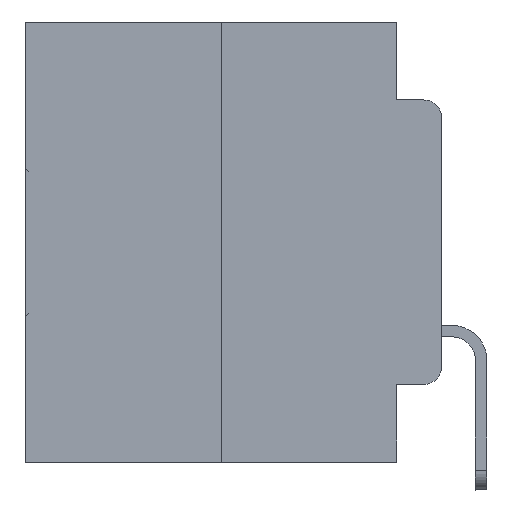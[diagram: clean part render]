
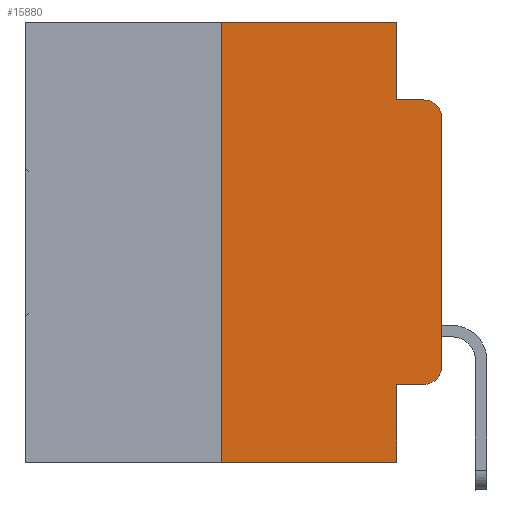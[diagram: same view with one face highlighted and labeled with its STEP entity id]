
A CAD part, left-side view. The second image highlights one B-rep face of the part: STEP entity #15880.
In plain terms, the highlighted planar face has unit normal (-1, 0, 0).
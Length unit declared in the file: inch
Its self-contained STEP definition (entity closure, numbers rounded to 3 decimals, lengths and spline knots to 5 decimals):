
#198 = ORIENTED_EDGE ( 'NONE', *, *, #13119, .F. ) ;
#549 = CARTESIAN_POINT ( 'NONE',  ( 0., 0., -0.1085 ) ) ;
#676 = VECTOR ( 'NONE', #4214, 39.37008 ) ;
#785 = VERTEX_POINT ( 'NONE', #549 ) ;
#2740 = CARTESIAN_POINT ( 'NONE',  ( 0., 0., -0.3915 ) ) ;
#2894 = DIRECTION ( 'NONE',  ( 0., 0., -1. ) ) ;
#2953 = CARTESIAN_POINT ( 'NONE',  ( 0., 0.473, 0. ) ) ;
#3111 = EDGE_CURVE ( 'NONE', #7541, #785, #20614, .T. ) ;
#3248 = CARTESIAN_POINT ( 'NONE',  ( 0., 0.051, -0.0885 ) ) ;
#3337 = CIRCLE ( 'NONE', #7742, 0.02 ) ;
#4214 = DIRECTION ( 'NONE',  ( 0., -1., 0. ) ) ;
#4268 = VECTOR ( 'NONE', #27822, 39.37008 ) ;
#4814 = CIRCLE ( 'NONE', #20454, 0.02 ) ;
#5111 = EDGE_CURVE ( 'NONE', #9791, #7541, #4814, .T. ) ;
#6536 = CARTESIAN_POINT ( 'NONE',  ( 0., 0., 0. ) ) ;
#6810 = EDGE_CURVE ( 'NONE', #25503, #20834, #24389, .T. ) ;
#6834 = DIRECTION ( 'NONE',  ( 0., 0., 1. ) ) ;
#7046 = DIRECTION ( 'NONE',  ( 0., 0., -1. ) ) ;
#7242 = ORIENTED_EDGE ( 'NONE', *, *, #3111, .T. ) ;
#7348 = DIRECTION ( 'NONE',  ( 0., 0., -1. ) ) ;
#7358 = ORIENTED_EDGE ( 'NONE', *, *, #6810, .F. ) ;
#7541 = VERTEX_POINT ( 'NONE', #2740 ) ;
#7742 = AXIS2_PLACEMENT_3D ( 'NONE', #21852, #23720, #2894 ) ;
#8281 = CARTESIAN_POINT ( 'NONE',  ( 0., 0.02, -0.4115 ) ) ;
#8290 = EDGE_CURVE ( 'NONE', #19527, #9791, #18115, .T. ) ;
#8303 = VECTOR ( 'NONE', #7046, 39.37008 ) ;
#8778 = VERTEX_POINT ( 'NONE', #26323 ) ;
#8887 = LINE ( 'NONE', #11340, #25876 ) ;
#9110 = LINE ( 'NONE', #30091, #22414 ) ;
#9367 = DIRECTION ( 'NONE',  ( 0., -1., 0. ) ) ;
#9791 = VERTEX_POINT ( 'NONE', #8281 ) ;
#11340 = CARTESIAN_POINT ( 'NONE',  ( 0., 0.051, 0. ) ) ;
#11425 = VERTEX_POINT ( 'NONE', #21808 ) ;
#11730 = CARTESIAN_POINT ( 'NONE',  ( 0., 0.473, -0.5 ) ) ;
#12097 = CARTESIAN_POINT ( 'NONE',  ( 0., 0.473, 0. ) ) ;
#12529 = EDGE_CURVE ( 'NONE', #11425, #8778, #9110, .T. ) ;
#13119 = EDGE_CURVE ( 'NONE', #8778, #30219, #23940, .T. ) ;
#14227 = CARTESIAN_POINT ( 'NONE',  ( 0., 0.051, 0. ) ) ;
#14585 = EDGE_CURVE ( 'NONE', #19527, #18552, #8887, .T. ) ;
#14783 = AXIS2_PLACEMENT_3D ( 'NONE', #12097, #28345, #7348 ) ;
#14794 = EDGE_LOOP ( 'NONE', ( #7242, #22342, #7358, #19780, #198, #16169, #23742, #29310, #28406, #24705 ) ) ;
#14886 = DIRECTION ( 'NONE',  ( 0., 0., -1. ) ) ;
#15339 = DIRECTION ( 'NONE',  ( 0., -1., 0. ) ) ;
#15880 = ADVANCED_FACE ( 'NONE', ( #28184 ), #21283, .F. ) ;
#16169 = ORIENTED_EDGE ( 'NONE', *, *, #12529, .F. ) ;
#16529 = LINE ( 'NONE', #14227, #8303 ) ;
#17056 = VECTOR ( 'NONE', #19338, 39.37008 ) ;
#18115 = LINE ( 'NONE', #30190, #21752 ) ;
#18239 = DIRECTION ( 'NONE',  ( 0., 0., -1. ) ) ;
#18552 = VERTEX_POINT ( 'NONE', #21503 ) ;
#19338 = DIRECTION ( 'NONE',  ( 0., -1., 0. ) ) ;
#19527 = VERTEX_POINT ( 'NONE', #27800 ) ;
#19780 = ORIENTED_EDGE ( 'NONE', *, *, #23612, .F. ) ;
#20454 = AXIS2_PLACEMENT_3D ( 'NONE', #28842, #26541, #14886 ) ;
#20614 = LINE ( 'NONE', #6536, #4268 ) ;
#20834 = VERTEX_POINT ( 'NONE', #25401 ) ;
#21283 = PLANE ( 'NONE',  #14783 ) ;
#21503 = CARTESIAN_POINT ( 'NONE',  ( 0., 0.051, -0.5 ) ) ;
#21752 = VECTOR ( 'NONE', #9367, 39.37008 ) ;
#21808 = CARTESIAN_POINT ( 'NONE',  ( 0., 0.25, -0.5 ) ) ;
#21852 = CARTESIAN_POINT ( 'NONE',  ( 0., 0.02, -0.1085 ) ) ;
#22342 = ORIENTED_EDGE ( 'NONE', *, *, #22368, .T. ) ;
#22368 = EDGE_CURVE ( 'NONE', #785, #20834, #3337, .T. ) ;
#22414 = VECTOR ( 'NONE', #6834, 39.37008 ) ;
#23612 = EDGE_CURVE ( 'NONE', #30219, #25503, #16529, .T. ) ;
#23720 = DIRECTION ( 'NONE',  ( -1., 0., 0. ) ) ;
#23742 = ORIENTED_EDGE ( 'NONE', *, *, #28947, .T. ) ;
#23846 = CARTESIAN_POINT ( 'NONE',  ( 0., 0.051, -0.0885 ) ) ;
#23940 = LINE ( 'NONE', #2953, #17056 ) ;
#24389 = LINE ( 'NONE', #3248, #25117 ) ;
#24705 = ORIENTED_EDGE ( 'NONE', *, *, #5111, .T. ) ;
#25117 = VECTOR ( 'NONE', #15339, 39.37008 ) ;
#25401 = CARTESIAN_POINT ( 'NONE',  ( 0., 0.02, -0.0885 ) ) ;
#25503 = VERTEX_POINT ( 'NONE', #23846 ) ;
#25515 = LINE ( 'NONE', #11730, #676 ) ;
#25876 = VECTOR ( 'NONE', #18239, 39.37008 ) ;
#26323 = CARTESIAN_POINT ( 'NONE',  ( 0., 0.25, 0. ) ) ;
#26398 = CARTESIAN_POINT ( 'NONE',  ( 0., 0.051, 0. ) ) ;
#26541 = DIRECTION ( 'NONE',  ( -1., 0., 0. ) ) ;
#27800 = CARTESIAN_POINT ( 'NONE',  ( 0., 0.051, -0.4115 ) ) ;
#27822 = DIRECTION ( 'NONE',  ( 0., 0., 1. ) ) ;
#28184 = FACE_OUTER_BOUND ( 'NONE', #14794, .T. ) ;
#28345 = DIRECTION ( 'NONE',  ( 1., 0., 0. ) ) ;
#28406 = ORIENTED_EDGE ( 'NONE', *, *, #8290, .T. ) ;
#28842 = CARTESIAN_POINT ( 'NONE',  ( 0., 0.02, -0.3915 ) ) ;
#28947 = EDGE_CURVE ( 'NONE', #11425, #18552, #25515, .T. ) ;
#29310 = ORIENTED_EDGE ( 'NONE', *, *, #14585, .F. ) ;
#30091 = CARTESIAN_POINT ( 'NONE',  ( 0., 0.25, 0. ) ) ;
#30190 = CARTESIAN_POINT ( 'NONE',  ( 0., 0.051, -0.4115 ) ) ;
#30219 = VERTEX_POINT ( 'NONE', #26398 ) ;
